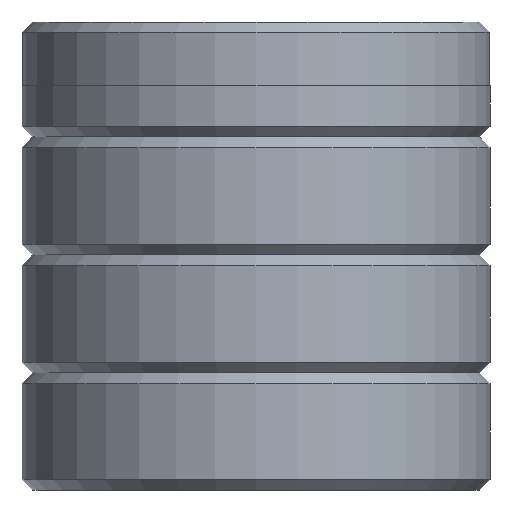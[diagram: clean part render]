
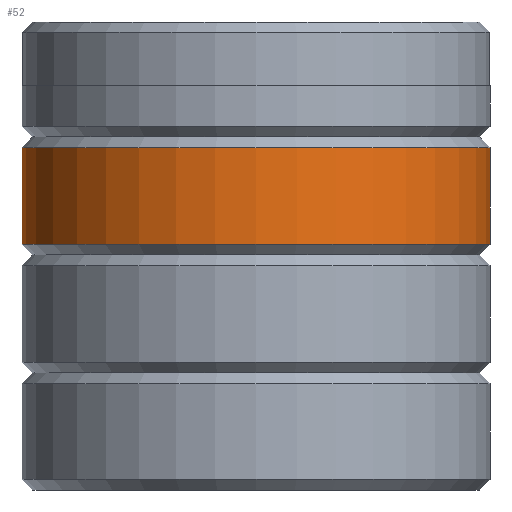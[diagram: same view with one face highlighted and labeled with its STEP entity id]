
A CAD part, front view. The second image highlights one B-rep face of the part: STEP entity #52.
In plain terms, the highlighted cylindrical face has radius 11 mm (diameter 22 mm), a partial arc.
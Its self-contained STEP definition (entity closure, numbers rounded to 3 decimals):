
#52 = ADVANCED_FACE ( 'NONE', ( #594 ), #1769, .T. ) ;
#62 = EDGE_CURVE ( 'NONE', #67, #1049, #1813, .T. ) ;
#67 = VERTEX_POINT ( 'NONE', #1657 ) ;
#82 = EDGE_CURVE ( 'NONE', #1845, #779, #551, .T. ) ;
#330 = EDGE_CURVE ( 'NONE', #67, #1845, #1412, .T. ) ;
#374 = ORIENTED_EDGE ( 'NONE', *, *, #62, .T. ) ;
#441 = EDGE_CURVE ( 'NONE', #1049, #779, #526, .T. ) ;
#521 = CARTESIAN_POINT ( 'NONE',  ( -11., 0., 16.1 ) ) ;
#526 = LINE ( 'NONE', #741, #1215 ) ;
#551 = CIRCLE ( 'NONE', #1763, 11. ) ;
#571 = VECTOR ( 'NONE', #1413, 1000. ) ;
#580 = DIRECTION ( 'NONE',  ( 0., 0., -1. ) ) ;
#594 = FACE_OUTER_BOUND ( 'NONE', #683, .T. ) ;
#683 = EDGE_LOOP ( 'NONE', ( #1224, #374, #1956, #1176 ) ) ;
#741 = CARTESIAN_POINT ( 'NONE',  ( -11., 0., 22. ) ) ;
#779 = VERTEX_POINT ( 'NONE', #1217 ) ;
#934 = DIRECTION ( 'NONE',  ( 0., 0., -1. ) ) ;
#937 = CARTESIAN_POINT ( 'NONE',  ( 0., 0., 16.1 ) ) ;
#953 = DIRECTION ( 'NONE',  ( -1., 0., 0. ) ) ;
#1042 = DIRECTION ( 'NONE',  ( -1., 0., 0. ) ) ;
#1049 = VERTEX_POINT ( 'NONE', #521 ) ;
#1176 = ORIENTED_EDGE ( 'NONE', *, *, #82, .F. ) ;
#1215 = VECTOR ( 'NONE', #580, 1000. ) ;
#1217 = CARTESIAN_POINT ( 'NONE',  ( -11., 0., 11.55 ) ) ;
#1224 = ORIENTED_EDGE ( 'NONE', *, *, #330, .F. ) ;
#1267 = CARTESIAN_POINT ( 'NONE',  ( 0., 0., 11.55 ) ) ;
#1376 = DIRECTION ( 'NONE',  ( -1., 0., 0. ) ) ;
#1380 = CARTESIAN_POINT ( 'NONE',  ( 0., 0., 22. ) ) ;
#1400 = DIRECTION ( 'NONE',  ( 0., 0., -1. ) ) ;
#1412 = LINE ( 'NONE', #1425, #571 ) ;
#1413 = DIRECTION ( 'NONE',  ( 0., 0., -1. ) ) ;
#1425 = CARTESIAN_POINT ( 'NONE',  ( 11., 0., 22. ) ) ;
#1495 = DIRECTION ( 'NONE',  ( 0., 0., -1. ) ) ;
#1568 = AXIS2_PLACEMENT_3D ( 'NONE', #937, #934, #953 ) ;
#1657 = CARTESIAN_POINT ( 'NONE',  ( 11., 0., 16.1 ) ) ;
#1664 = AXIS2_PLACEMENT_3D ( 'NONE', #1380, #1495, #1376 ) ;
#1763 = AXIS2_PLACEMENT_3D ( 'NONE', #1267, #1400, #1042 ) ;
#1769 = CYLINDRICAL_SURFACE ( 'NONE', #1664, 11. ) ;
#1813 = CIRCLE ( 'NONE', #1568, 11. ) ;
#1845 = VERTEX_POINT ( 'NONE', #1880 ) ;
#1880 = CARTESIAN_POINT ( 'NONE',  ( 11., 0., 11.55 ) ) ;
#1956 = ORIENTED_EDGE ( 'NONE', *, *, #441, .T. ) ;
